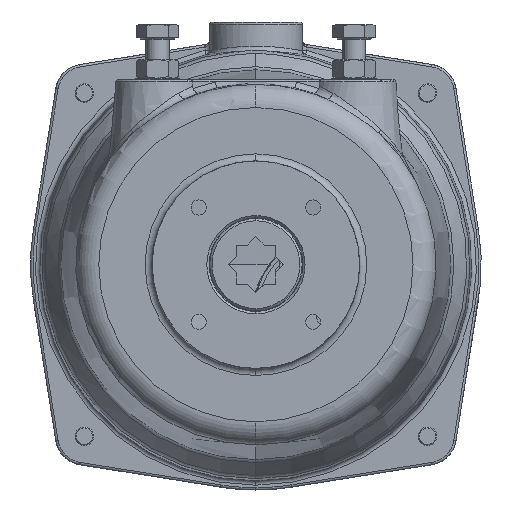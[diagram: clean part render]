
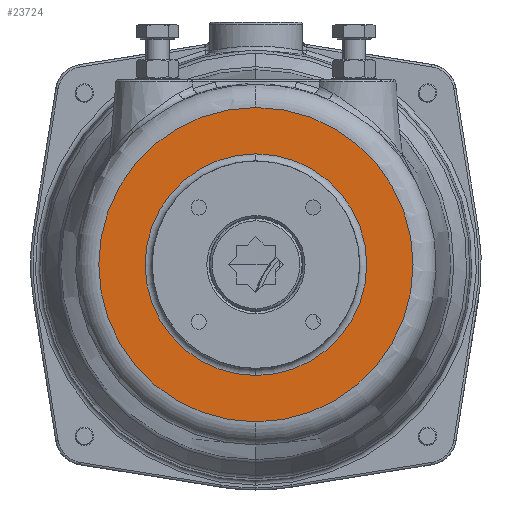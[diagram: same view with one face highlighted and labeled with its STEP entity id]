
A CAD part, front view. The second image highlights one B-rep face of the part: STEP entity #23724.
In plain terms, the highlighted planar face has unit normal (0, -1, 0).
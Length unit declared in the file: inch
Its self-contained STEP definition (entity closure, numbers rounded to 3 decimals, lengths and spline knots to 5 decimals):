
#323 = CARTESIAN_POINT ( 'NONE',  ( 5.08753, 1.11555, 2.22343 ) ) ;
#1119 = CIRCLE ( 'NONE', #45250, 2.67723 ) ;
#2836 = EDGE_LOOP ( 'NONE', ( #35826, #49658 ) ) ;
#3818 = AXIS2_PLACEMENT_3D ( 'NONE', #39435, #53443, #22220 ) ;
#7385 = CARTESIAN_POINT ( 'NONE',  ( 5.08753, 1.11555, 6.78838 ) ) ;
#8991 = DIRECTION ( 'NONE',  ( 0., 0., -1. ) ) ;
#10776 = CARTESIAN_POINT ( 'NONE',  ( 5.08753, 1.11555, 1.43392 ) ) ;
#12718 = CIRCLE ( 'NONE', #38376, 1.88772 ) ;
#13133 = PLANE ( 'NONE',  #3818 ) ;
#13582 = EDGE_CURVE ( 'NONE', #53472, #35072, #1119, .T. ) ;
#13998 = DIRECTION ( 'NONE',  ( 0., 1., 0. ) ) ;
#14709 = EDGE_CURVE ( 'NONE', #32333, #37425, #12718, .T. ) ;
#18129 = ORIENTED_EDGE ( 'NONE', *, *, #37009, .T. ) ;
#18878 = CARTESIAN_POINT ( 'NONE',  ( 5.08753, 1.11555, 5.99887 ) ) ;
#22220 = DIRECTION ( 'NONE',  ( 0., 0., -1. ) ) ;
#22235 = DIRECTION ( 'NONE',  ( 0., 0., -1. ) ) ;
#22478 = DIRECTION ( 'NONE',  ( 0., 0., 1. ) ) ;
#22487 = EDGE_LOOP ( 'NONE', ( #18129, #38288 ) ) ;
#23006 = DIRECTION ( 'NONE',  ( 0., -1., 0. ) ) ;
#23339 = CARTESIAN_POINT ( 'NONE',  ( 5.08753, 1.11555, 4.11115 ) ) ;
#23428 = AXIS2_PLACEMENT_3D ( 'NONE', #27400, #26578, #22478 ) ;
#23724 = ADVANCED_FACE ( 'NONE', ( #51073, #46318 ), #13133, .F. ) ;
#24437 = CIRCLE ( 'NONE', #32449, 1.88772 ) ;
#26042 = DIRECTION ( 'NONE',  ( 0., 0., 1. ) ) ;
#26578 = DIRECTION ( 'NONE',  ( 0., -1., 0. ) ) ;
#27400 = CARTESIAN_POINT ( 'NONE',  ( 5.08753, 1.11555, 4.11115 ) ) ;
#31934 = DIRECTION ( 'NONE',  ( 0., 1., 0. ) ) ;
#32333 = VERTEX_POINT ( 'NONE', #18878 ) ;
#32449 = AXIS2_PLACEMENT_3D ( 'NONE', #23339, #31934, #22235 ) ;
#34693 = CARTESIAN_POINT ( 'NONE',  ( 5.08753, 1.11555, 4.11115 ) ) ;
#35072 = VERTEX_POINT ( 'NONE', #7385 ) ;
#35826 = ORIENTED_EDGE ( 'NONE', *, *, #54126, .T. ) ;
#37009 = EDGE_CURVE ( 'NONE', #37425, #32333, #24437, .T. ) ;
#37425 = VERTEX_POINT ( 'NONE', #323 ) ;
#37604 = CIRCLE ( 'NONE', #23428, 2.67723 ) ;
#38288 = ORIENTED_EDGE ( 'NONE', *, *, #14709, .T. ) ;
#38376 = AXIS2_PLACEMENT_3D ( 'NONE', #47481, #13998, #8991 ) ;
#39435 = CARTESIAN_POINT ( 'NONE',  ( 2.4103, 1.11555, 4.11115 ) ) ;
#45250 = AXIS2_PLACEMENT_3D ( 'NONE', #34693, #23006, #26042 ) ;
#46318 = FACE_OUTER_BOUND ( 'NONE', #2836, .T. ) ;
#47481 = CARTESIAN_POINT ( 'NONE',  ( 5.08753, 1.11555, 4.11115 ) ) ;
#49658 = ORIENTED_EDGE ( 'NONE', *, *, #13582, .T. ) ;
#51073 = FACE_BOUND ( 'NONE', #22487, .T. ) ;
#53443 = DIRECTION ( 'NONE',  ( 0., 1., 0. ) ) ;
#53472 = VERTEX_POINT ( 'NONE', #10776 ) ;
#54126 = EDGE_CURVE ( 'NONE', #35072, #53472, #37604, .T. ) ;
